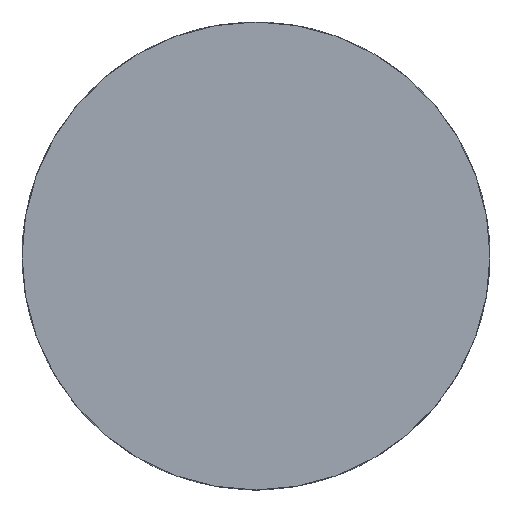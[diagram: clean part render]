
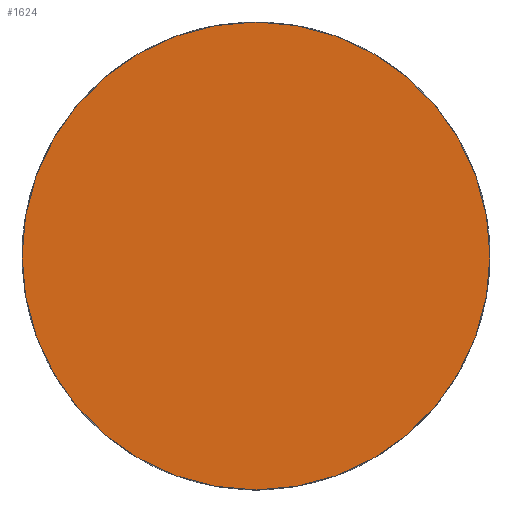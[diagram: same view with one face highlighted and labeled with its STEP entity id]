
A CAD part, top view. The second image highlights one B-rep face of the part: STEP entity #1624.
In plain terms, the highlighted planar face has unit normal (0, 0, 1).
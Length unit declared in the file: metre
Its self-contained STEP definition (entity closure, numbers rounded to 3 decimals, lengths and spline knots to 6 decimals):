
#66=PLANE('',#1793);
#191=CIRCLE('',#1794,0.00525);
#405=ORIENTED_EDGE('',*,*,#836,.T.);
#836=EDGE_CURVE('',#1061,#1061,#191,.T.);
#1061=VERTEX_POINT('',#2909);
#1408=EDGE_LOOP('',(#405));
#1507=FACE_BOUND('',#1408,.T.);
#1624=ADVANCED_FACE('',(#1507),#66,.T.);
#1793=AXIS2_PLACEMENT_3D('',#2907,#2081,#2082);
#1794=AXIS2_PLACEMENT_3D('',#2908,#2083,#2084);
#2081=DIRECTION('',(0.,0.,1.));
#2082=DIRECTION('',(1.,0.,0.));
#2083=DIRECTION('',(0.,0.,1.));
#2084=DIRECTION('',(1.,0.,0.));
#2907=CARTESIAN_POINT('',(0.,0.00031,0.0105));
#2908=CARTESIAN_POINT('',(0.,0.,0.0105));
#2909=CARTESIAN_POINT('',(0.00525,0.,0.0105));
